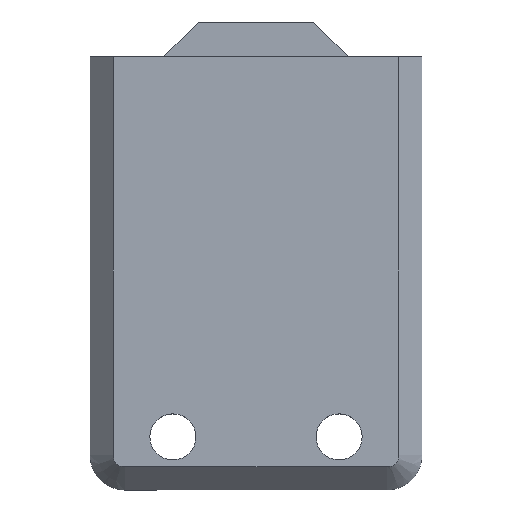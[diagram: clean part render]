
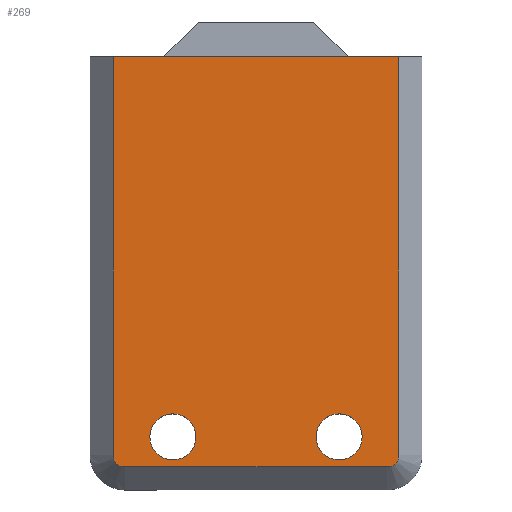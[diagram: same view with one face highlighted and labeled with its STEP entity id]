
A CAD part, top view. The second image highlights one B-rep face of the part: STEP entity #269.
In plain terms, the highlighted planar face has unit normal (0, 0, 1).
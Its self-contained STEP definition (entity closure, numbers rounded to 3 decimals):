
#17=FACE_BOUND('',#54,.T.);
#18=FACE_BOUND('',#55,.T.);
#21=CIRCLE('',#300,1.);
#23=CIRCLE('',#304,1.);
#25=CIRCLE('',#308,2.);
#26=CIRCLE('',#309,2.);
#39=FACE_OUTER_BOUND('',#53,.T.);
#53=EDGE_LOOP('',(#211,#212,#213,#214,#215,#216));
#54=EDGE_LOOP('',(#217));
#55=EDGE_LOOP('',(#218));
#75=LINE('',#419,#103);
#78=LINE('',#430,#106);
#82=LINE('',#442,#110);
#84=LINE('',#445,#112);
#103=VECTOR('',#339,10.);
#106=VECTOR('',#350,10.);
#110=VECTOR('',#362,10.);
#112=VECTOR('',#366,10.);
#126=VERTEX_POINT('',#412);
#129=VERTEX_POINT('',#417);
#131=VERTEX_POINT('',#422);
#133=VERTEX_POINT('',#428);
#135=VERTEX_POINT('',#434);
#137=VERTEX_POINT('',#440);
#138=VERTEX_POINT('',#446);
#139=VERTEX_POINT('',#448);
#155=EDGE_CURVE('',#129,#126,#75,.T.);
#157=EDGE_CURVE('',#131,#129,#21,.T.);
#160=EDGE_CURVE('',#133,#131,#78,.T.);
#163=EDGE_CURVE('',#135,#133,#23,.T.);
#166=EDGE_CURVE('',#137,#135,#82,.T.);
#168=EDGE_CURVE('',#137,#126,#84,.T.);
#169=EDGE_CURVE('',#138,#138,#25,.T.);
#170=EDGE_CURVE('',#139,#139,#26,.T.);
#211=ORIENTED_EDGE('',*,*,#168,.T.);
#212=ORIENTED_EDGE('',*,*,#155,.F.);
#213=ORIENTED_EDGE('',*,*,#157,.F.);
#214=ORIENTED_EDGE('',*,*,#160,.F.);
#215=ORIENTED_EDGE('',*,*,#163,.F.);
#216=ORIENTED_EDGE('',*,*,#166,.F.);
#217=ORIENTED_EDGE('',*,*,#169,.T.);
#218=ORIENTED_EDGE('',*,*,#170,.T.);
#257=PLANE('',#307);
#269=ADVANCED_FACE('',(#39,#17,#18),#257,.T.);
#300=AXIS2_PLACEMENT_3D('',#424,#343,#344);
#304=AXIS2_PLACEMENT_3D('',#436,#355,#356);
#307=AXIS2_PLACEMENT_3D('',#444,#364,#365);
#308=AXIS2_PLACEMENT_3D('',#447,#367,#368);
#309=AXIS2_PLACEMENT_3D('',#449,#369,#370);
#339=DIRECTION('',(0.,1.,0.));
#343=DIRECTION('center_axis',(0.,0.,-1.));
#344=DIRECTION('ref_axis',(-1.,0.,0.));
#350=DIRECTION('',(-1.,0.,0.));
#355=DIRECTION('center_axis',(0.,0.,-1.));
#356=DIRECTION('ref_axis',(0.,-1.,0.));
#362=DIRECTION('',(0.,-1.,0.));
#364=DIRECTION('center_axis',(0.,0.,1.));
#365=DIRECTION('ref_axis',(1.,0.,0.));
#366=DIRECTION('',(-1.,0.,0.));
#367=DIRECTION('center_axis',(0.,0.,-1.));
#368=DIRECTION('ref_axis',(-1.,0.,0.));
#369=DIRECTION('center_axis',(0.,0.,-1.));
#370=DIRECTION('ref_axis',(-1.,0.,0.));
#412=CARTESIAN_POINT('',(-1.,37.6,2.));
#417=CARTESIAN_POINT('',(-1.,3.,2.));
#419=CARTESIAN_POINT('',(-1.,30.,2.));
#422=CARTESIAN_POINT('',(0.,2.,2.));
#424=CARTESIAN_POINT('Origin',(0.,3.,2.));
#428=CARTESIAN_POINT('',(22.8,2.,2.));
#430=CARTESIAN_POINT('',(5.7,2.,2.));
#434=CARTESIAN_POINT('',(23.8,3.,2.));
#436=CARTESIAN_POINT('Origin',(22.8,3.,2.));
#440=CARTESIAN_POINT('',(23.8,37.6,2.));
#442=CARTESIAN_POINT('',(23.8,12.7,2.));
#444=CARTESIAN_POINT('Origin',(11.4,22.4,2.));
#445=CARTESIAN_POINT('',(25.8,37.6,2.));
#446=CARTESIAN_POINT('',(20.607,4.6,2.));
#447=CARTESIAN_POINT('Origin',(18.607,4.6,2.));
#448=CARTESIAN_POINT('',(6.193,4.6,2.));
#449=CARTESIAN_POINT('Origin',(4.193,4.6,2.));
